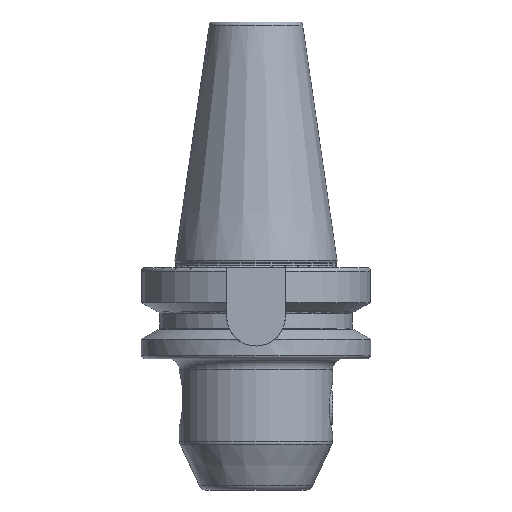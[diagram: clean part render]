
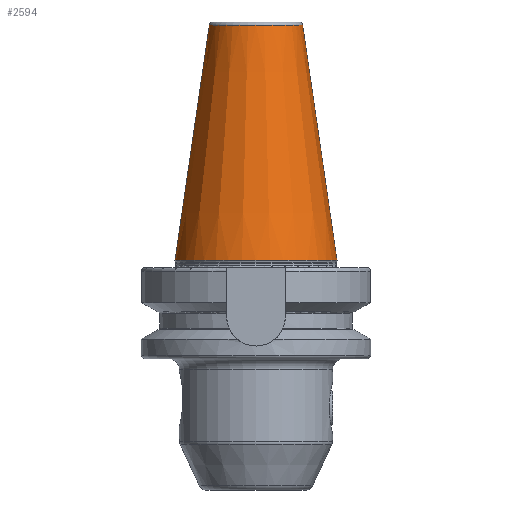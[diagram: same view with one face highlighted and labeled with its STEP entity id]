
A CAD part, left-side view. The second image highlights one B-rep face of the part: STEP entity #2594.
In plain terms, the highlighted conical face has half-angle 8.297 degrees and reference radius 17.519 mm.
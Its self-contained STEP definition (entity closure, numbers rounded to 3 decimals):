
#948=CARTESIAN_POINT('',(0,0,91.544));
#949=DIRECTION('',(0,0,1));
#950=DIRECTION('',(0,1,0));
#951=AXIS2_PLACEMENT_3D('',#948,#949,#950);
#953=DIRECTION('',(0.,0.144,0.99));
#954=VECTOR('',#953,65.227);
#955=CARTESIAN_POINT('',(0,-22.225,27));
#956=LINE('',#955,#954);
#957=CARTESIAN_POINT('',(0,0,27));
#958=DIRECTION('',(0,0,1));
#959=DIRECTION('',(0,1,0));
#960=AXIS2_PLACEMENT_3D('',#957,#958,#959);
#962=DIRECTION('',(0.,-0.144,0.99));
#963=VECTOR('',#962,65.227);
#964=CARTESIAN_POINT('',(0,22.225,27));
#965=LINE('',#964,#963);
#1328=CARTESIAN_POINT('',(0,22.225,27));
#1330=VERTEX_POINT('',#1328);
#1344=CARTESIAN_POINT('',(0,-22.225,27));
#1346=VERTEX_POINT('',#1344);
#1371=CARTESIAN_POINT('',(0,12.812,91.544));
#1372=CARTESIAN_POINT('',(0,-12.812,91.544));
#1373=VERTEX_POINT('',#1371);
#1374=VERTEX_POINT('',#1372);
#2580=CARTESIAN_POINT('',(0,0,59.272));
#2581=DIRECTION('',(0,0,-1));
#2582=DIRECTION('',(0,-1,0));
#2583=AXIS2_PLACEMENT_3D('',#2580,#2581,#2582);
#2584=CONICAL_SURFACE('',#2583,17.519,8.297);
#2586=ORIENTED_EDGE('',*,*,#2585,.T.);
#2588=ORIENTED_EDGE('',*,*,#2587,.F.);
#2589=ORIENTED_EDGE('',*,*,#2573,.F.);
#2591=ORIENTED_EDGE('',*,*,#2590,.T.);
#2592=EDGE_LOOP('',(#2586,#2588,#2589,#2591));
#2593=FACE_OUTER_BOUND('',#2592,.F.);
#2594=ADVANCED_FACE('',(#2593),#2584,.T.);
#952=CIRCLE('',#951,12.812);
#961=CIRCLE('',#960,22.225);
#2573=EDGE_CURVE('',#1330,#1346,#961,.T.);
#2585=EDGE_CURVE('',#1373,#1374,#952,.T.);
#2587=EDGE_CURVE('',#1346,#1374,#956,.T.);
#2590=EDGE_CURVE('',#1330,#1373,#965,.T.);
